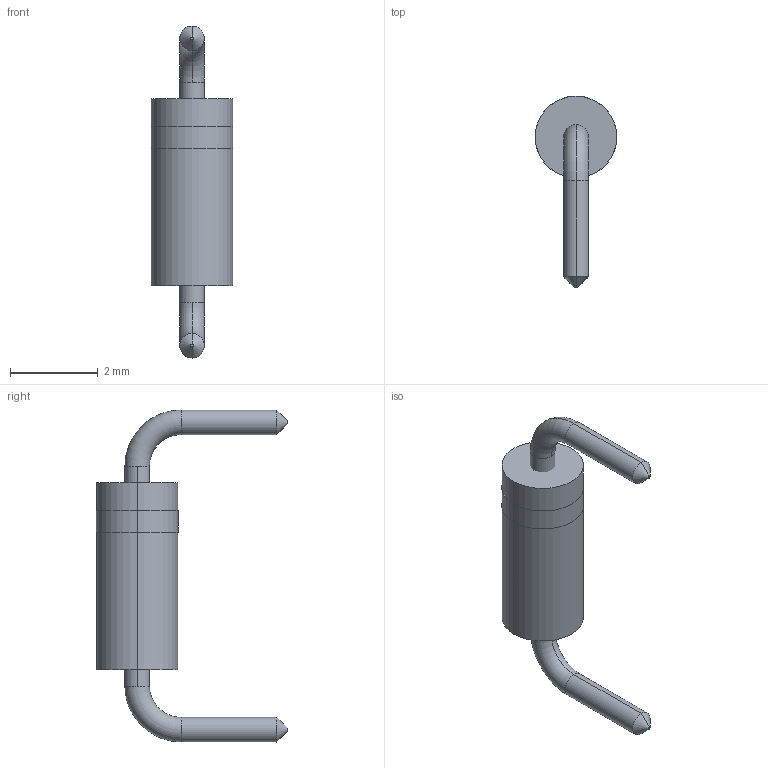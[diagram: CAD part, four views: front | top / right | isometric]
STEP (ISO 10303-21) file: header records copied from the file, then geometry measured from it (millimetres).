
FILE_DESCRIPTION (( 'STEP AP214' ), '1' );
FILE_NAME ('SOD27.STEP', '2016-05-21T11:47:44', ( '' ), ( '' ), 'SwSTEP 2.0', 'SolidWorks 2016', '' );
FILE_SCHEMA (( 'AUTOMOTIVE_DESIGN' ));
Length unit declared in the file: millimetre
Products named in the file (1): SOD27
Bounding box: 1.86 x 4.36 x 7.55 mm (x, y, z)
Volume: 15.9 mm3; surface area: 61.1 mm2
Topology: 3 solids, 3 shells, 24 faces, 46 edges, 28 vertices
Faces by surface type: cylinder 10, plane 6, torus 4, cone 4
Entity records: 898 total; most frequent: DIRECTION 120, CARTESIAN_POINT 119, ORIENTED_EDGE 92, AXIS2_PLACEMENT_3D 53, EDGE_CURVE 46, CIRCLE 28, VERTEX_POINT 28, UNCERTAINTY_MEASURE_WITH_UNIT 25
